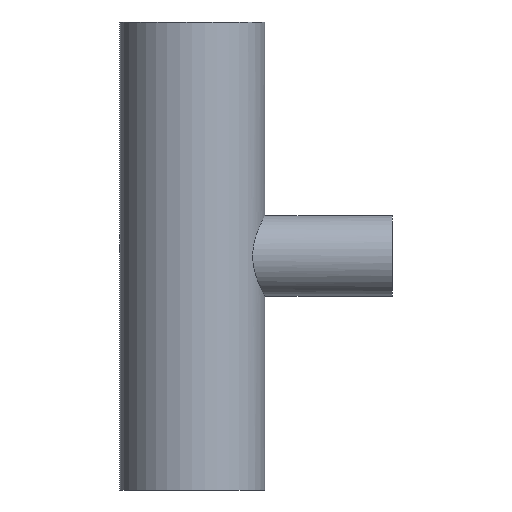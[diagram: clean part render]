
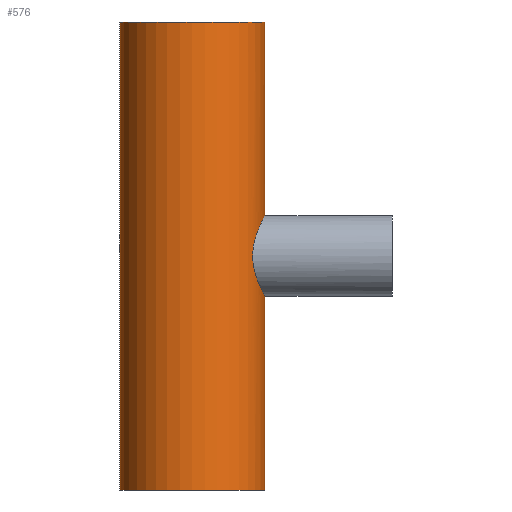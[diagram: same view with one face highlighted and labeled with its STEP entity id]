
A CAD part, front view. The second image highlights one B-rep face of the part: STEP entity #576.
In plain terms, the highlighted cylindrical face has radius 45 mm (diameter 90 mm), a partial arc.
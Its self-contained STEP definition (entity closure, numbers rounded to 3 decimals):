
#1 = CARTESIAN_POINT ( 'NONE',  ( 40.888, -18.802, 16.496 ) ) ;
#8 = DIRECTION ( 'NONE',  ( -1., 0., 0. ) ) ;
#16 = CARTESIAN_POINT ( 'NONE',  ( 44.635, -5.781, 24.337 ) ) ;
#40 = CARTESIAN_POINT ( 'NONE',  ( 37.531, -24.831, -3.342 ) ) ;
#42 = DIRECTION ( 'NONE',  ( 0., 0., -1. ) ) ;
#44 = CARTESIAN_POINT ( 'NONE',  ( 37.532, -24.829, 3.354 ) ) ;
#47 = CARTESIAN_POINT ( 'NONE',  ( 45., 0., -25. ) ) ;
#51 = CARTESIAN_POINT ( 'NONE',  ( 39.704, -21.181, -13.286 ) ) ;
#59 = CARTESIAN_POINT ( 'NONE',  ( 45., 0., -145. ) ) ;
#63 = EDGE_CURVE ( 'NONE', #356, #206, #71, .T. ) ;
#71 = LINE ( 'NONE', #172, #394 ) ;
#75 = CIRCLE ( 'NONE', #331, 45. ) ;
#78 = EDGE_CURVE ( 'NONE', #519, #618, #377, .T. ) ;
#81 = CARTESIAN_POINT ( 'NONE',  ( 45., 0., 25. ) ) ;
#90 = CARTESIAN_POINT ( 'NONE',  ( 41.852, -16.548, 18.757 ) ) ;
#94 = VECTOR ( 'NONE', #420, 1000. ) ;
#97 = CARTESIAN_POINT ( 'NONE',  ( 39.478, -21.6, -12.593 ) ) ;
#100 = CARTESIAN_POINT ( 'NONE',  ( 38.465, -23.357, 8.949 ) ) ;
#105 = AXIS2_PLACEMENT_3D ( 'NONE', #510, #262, #207 ) ;
#113 = ORIENTED_EDGE ( 'NONE', *, *, #589, .T. ) ;
#120 = ORIENTED_EDGE ( 'NONE', *, *, #137, .F. ) ;
#129 = CARTESIAN_POINT ( 'NONE',  ( 45., 0., 145. ) ) ;
#137 = EDGE_CURVE ( 'NONE', #356, #363, #75, .T. ) ;
#140 = CARTESIAN_POINT ( 'NONE',  ( 39.82, -20.962, -13.629 ) ) ;
#146 = CYLINDRICAL_SURFACE ( 'NONE', #520, 45. ) ;
#149 = CARTESIAN_POINT ( 'NONE',  ( 45., -1.687, -25. ) ) ;
#151 = ORIENTED_EDGE ( 'NONE', *, *, #512, .F. ) ;
#153 = CARTESIAN_POINT ( 'NONE',  ( 43.609, -11.208, -22.407 ) ) ;
#171 = CARTESIAN_POINT ( 'NONE',  ( 42.319, -15.303, 19.773 ) ) ;
#172 = CARTESIAN_POINT ( 'NONE',  ( -45., 0., 145. ) ) ;
#182 = CARTESIAN_POINT ( 'NONE',  ( 44.103, -8.948, 23.347 ) ) ;
#190 = CARTESIAN_POINT ( 'NONE',  ( 44.905, -3.34, -24.831 ) ) ;
#197 = CARTESIAN_POINT ( 'NONE',  ( 44.525, -6.573, -24.135 ) ) ;
#200 = CARTESIAN_POINT ( 'NONE',  ( 41.62, -17.122, -18.234 ) ) ;
#203 = CARTESIAN_POINT ( 'NONE',  ( 37.417, -25., 1.698 ) ) ;
#206 = VERTEX_POINT ( 'NONE', #273 ) ;
#207 = DIRECTION ( 'NONE',  ( 1., 0., 0. ) ) ;
#217 = CARTESIAN_POINT ( 'NONE',  ( 43.211, -12.641, 21.629 ) ) ;
#218 = DIRECTION ( 'NONE',  ( 1., 0., 0. ) ) ;
#238 = CARTESIAN_POINT ( 'NONE',  ( 39.028, -22.414, 11.191 ) ) ;
#240 = CARTESIAN_POINT ( 'NONE',  ( 39.043, -22.379, -11.174 ) ) ;
#244 = CARTESIAN_POINT ( 'NONE',  ( 38.29, -23.642, -8.17 ) ) ;
#247 = CARTESIAN_POINT ( 'NONE',  ( 37.8, -24.417, 5.384 ) ) ;
#257 = EDGE_CURVE ( 'NONE', #363, #408, #339, .T. ) ;
#262 = DIRECTION ( 'NONE',  ( 0., 0., 1. ) ) ;
#273 = CARTESIAN_POINT ( 'NONE',  ( -45., 0., -145. ) ) ;
#277 = CARTESIAN_POINT ( 'NONE',  ( 44.325, -7.777, 23.763 ) ) ;
#278 = CARTESIAN_POINT ( 'NONE',  ( 0., 0., 145. ) ) ;
#283 = CARTESIAN_POINT ( 'NONE',  ( 42.548, -14.656, 20.258 ) ) ;
#287 = CARTESIAN_POINT ( 'NONE',  ( 44.026, -9.321, -23.201 ) ) ;
#288 = CARTESIAN_POINT ( 'NONE',  ( 45., 0., 145. ) ) ;
#294 = CARTESIAN_POINT ( 'NONE',  ( 40.895, -18.818, -16.536 ) ) ;
#295 = CARTESIAN_POINT ( 'NONE',  ( 45., 0., 145. ) ) ;
#296 = CARTESIAN_POINT ( 'NONE',  ( 37.798, -24.419, -5.372 ) ) ;
#310 = CARTESIAN_POINT ( 'NONE',  ( 0., 0., 145. ) ) ;
#323 = DIRECTION ( 'NONE',  ( 0., 0., -1. ) ) ;
#329 = CARTESIAN_POINT ( 'NONE',  ( 45., -1.69, 25. ) ) ;
#331 = AXIS2_PLACEMENT_3D ( 'NONE', #278, #422, #218 ) ;
#335 = CARTESIAN_POINT ( 'NONE',  ( 42.561, -14.63, -20.288 ) ) ;
#338 = CARTESIAN_POINT ( 'NONE',  ( 40.403, -19.821, 15.256 ) ) ;
#339 = LINE ( 'NONE', #295, #500 ) ;
#342 = CARTESIAN_POINT ( 'NONE',  ( 41.131, -18.265, 17.088 ) ) ;
#346 = CARTESIAN_POINT ( 'NONE',  ( 39.367, -21.801, -12.242 ) ) ;
#349 = CARTESIAN_POINT ( 'NONE',  ( 44.327, -7.764, -23.767 ) ) ;
#356 = VERTEX_POINT ( 'NONE', #383 ) ;
#359 = EDGE_LOOP ( 'NONE', ( #551, #120, #469, #113, #480, #151 ) ) ;
#363 = VERTEX_POINT ( 'NONE', #288 ) ;
#377 = LINE ( 'NONE', #129, #94 ) ;
#383 = CARTESIAN_POINT ( 'NONE',  ( -45., 0., 145. ) ) ;
#391 = CARTESIAN_POINT ( 'NONE',  ( 37.86, -24.324, 5.788 ) ) ;
#394 = VECTOR ( 'NONE', #323, 1000. ) ;
#395 = CARTESIAN_POINT ( 'NONE',  ( 38.463, -23.361, -8.941 ) ) ;
#398 = CARTESIAN_POINT ( 'NONE',  ( 41.86, -16.528, -18.774 ) ) ;
#401 = CARTESIAN_POINT ( 'NONE',  ( 38.84, -22.729, -10.443 ) ) ;
#408 = VERTEX_POINT ( 'NONE', #508 ) ;
#420 = DIRECTION ( 'NONE',  ( 0., 0., -1. ) ) ;
#422 = DIRECTION ( 'NONE',  ( 0., 0., 1. ) ) ;
#430 = CARTESIAN_POINT ( 'NONE',  ( 44.905, -3.346, 24.83 ) ) ;
#433 = CARTESIAN_POINT ( 'NONE',  ( 44.254, -8.172, 23.63 ) ) ;
#441 = CARTESIAN_POINT ( 'NONE',  ( 38.06, -24.009, -6.981 ) ) ;
#444 = CARTESIAN_POINT ( 'NONE',  ( 38.063, -24.005, 6.994 ) ) ;
#448 = CARTESIAN_POINT ( 'NONE',  ( 43.215, -12.627, -21.637 ) ) ;
#451 = CARTESIAN_POINT ( 'NONE',  ( 40.406, -19.834, -15.305 ) ) ;
#469 = ORIENTED_EDGE ( 'NONE', *, *, #63, .T. ) ;
#480 = ORIENTED_EDGE ( 'NONE', *, *, #78, .F. ) ;
#485 = CARTESIAN_POINT ( 'NONE',  ( 42.204, -15.62, 19.524 ) ) ;
#487 = CARTESIAN_POINT ( 'NONE',  ( 37.991, -24.119, 6.593 ) ) ;
#494 = CARTESIAN_POINT ( 'NONE',  ( 44.636, -5.771, -24.339 ) ) ;
#496 = CARTESIAN_POINT ( 'NONE',  ( 37.858, -24.327, -5.776 ) ) ;
#500 = VECTOR ( 'NONE', #42, 1000. ) ;
#501 = CARTESIAN_POINT ( 'NONE',  ( 37.416, -25., -1.684 ) ) ;
#507 = DIRECTION ( 'NONE',  ( 0., 0., -1. ) ) ;
#508 = CARTESIAN_POINT ( 'NONE',  ( 45., 0., 25. ) ) ;
#510 = CARTESIAN_POINT ( 'NONE',  ( 0., 0., -145. ) ) ;
#512 = EDGE_CURVE ( 'NONE', #408, #519, #640, .T. ) ;
#519 = VERTEX_POINT ( 'NONE', #548 ) ;
#520 = AXIS2_PLACEMENT_3D ( 'NONE', #310, #507, #8 ) ;
#528 = CARTESIAN_POINT ( 'NONE',  ( 44.523, -6.584, 24.132 ) ) ;
#529 = CIRCLE ( 'NONE', #105, 45. ) ;
#533 = CARTESIAN_POINT ( 'NONE',  ( 43.607, -11.217, 22.402 ) ) ;
#537 = CARTESIAN_POINT ( 'NONE',  ( 44.256, -8.16, -23.634 ) ) ;
#539 = CARTESIAN_POINT ( 'NONE',  ( 39.462, -21.651, 12.602 ) ) ;
#543 = CARTESIAN_POINT ( 'NONE',  ( 37.989, -24.122, -6.58 ) ) ;
#545 = CARTESIAN_POINT ( 'NONE',  ( 41.613, -17.138, 18.219 ) ) ;
#548 = CARTESIAN_POINT ( 'NONE',  ( 45., 0., -25. ) ) ;
#551 = ORIENTED_EDGE ( 'NONE', *, *, #257, .F. ) ;
#576 = ADVANCED_FACE ( 'NONE', ( #590 ), #146, .T. ) ;
#589 = EDGE_CURVE ( 'NONE', #206, #618, #529, .T. ) ;
#590 = FACE_OUTER_BOUND ( 'NONE', #359, .T. ) ;
#593 = CARTESIAN_POINT ( 'NONE',  ( 44.105, -8.938, -23.351 ) ) ;
#596 = CARTESIAN_POINT ( 'NONE',  ( 42.332, -15.279, -19.804 ) ) ;
#614 = CARTESIAN_POINT ( 'NONE',  ( 42.661, -14.324, 20.493 ) ) ;
#618 = VERTEX_POINT ( 'NONE', #59 ) ;
#628 = CARTESIAN_POINT ( 'NONE',  ( 44.024, -9.33, 23.197 ) ) ;
#633 = CARTESIAN_POINT ( 'NONE',  ( 40.161, -20.306, 14.605 ) ) ;
#640 = B_SPLINE_CURVE_WITH_KNOTS ( 'NONE', 3,
 ( #81, #329, #430, #16, #528, #277, #433, #182, #628, #533, #217, #614, #283, #171, #485, #90, #545, #342, #1, #338, #633, #539, #238, #100, #641, #444, #487, #391, #247, #44, #203, #501, #40, #296, #496, #543, #441, #244, #395, #401, #240, #346, #97, #51, #140, #451, #294, #200, #398, #596, #335, #448, #153, #287, #593, #537, #349, #197, #494, #190, #149, #47 ),
 .UNSPECIFIED., .F., .F.,
 ( 4, 2, 2, 2, 2, 2, 2, 2, 2, 2, 2, 2, 2, 2, 2, 2, 2, 2, 2, 2, 2, 2, 2, 2, 2, 2, 2, 2, 2, 2, 4 ),
 ( 0., 0.005, 0.007, 0.009, 0.01, 0.015, 0.016, 0.017, 0.02, 0.022, 0.025, 0.03, 0.032, 0.034, 0.035, 0.04, 0.045, 0.046, 0.047, 0.05, 0.052, 0.054, 0.055, 0.06, 0.062, 0.065, 0.07, 0.071, 0.072, 0.075, 0.08 ),
 .UNSPECIFIED. ) ;
#641 = CARTESIAN_POINT ( 'NONE',  ( 38.293, -23.638, 8.181 ) ) ;
